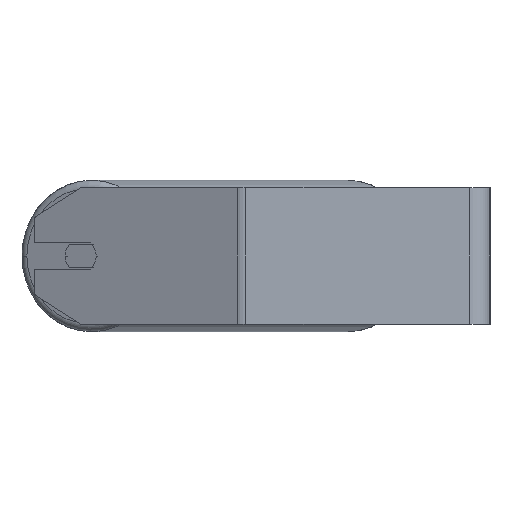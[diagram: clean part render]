
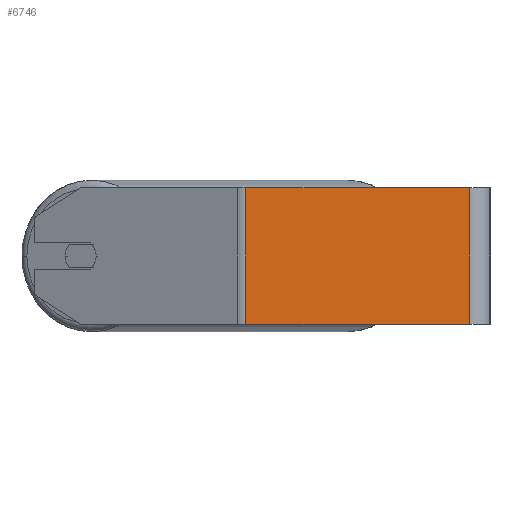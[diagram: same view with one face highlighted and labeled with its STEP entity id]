
A CAD part, left-side view. The second image highlights one B-rep face of the part: STEP entity #6746.
In plain terms, the highlighted planar face has unit normal (-1, 0, 0).
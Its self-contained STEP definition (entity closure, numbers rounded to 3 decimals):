
#241 = CARTESIAN_POINT ( 'NONE',  ( -405., 143.38, 40. ) ) ;
#248 = CARTESIAN_POINT ( 'NONE',  ( -405., 143.38, -40. ) ) ;
#338 = VECTOR ( 'NONE', #2863, 1000. ) ;
#522 = ORIENTED_EDGE ( 'NONE', *, *, #3350, .T. ) ;
#891 = VERTEX_POINT ( 'NONE', #2744 ) ;
#1115 = EDGE_CURVE ( 'NONE', #1244, #891, #2292, .T. ) ;
#1198 = CARTESIAN_POINT ( 'NONE',  ( -405., 12., 40. ) ) ;
#1225 = ORIENTED_EDGE ( 'NONE', *, *, #7134, .T. ) ;
#1244 = VERTEX_POINT ( 'NONE', #5266 ) ;
#1411 = AXIS2_PLACEMENT_3D ( 'NONE', #2261, #3549, #6207 ) ;
#1771 = VECTOR ( 'NONE', #3535, 1000. ) ;
#2261 = CARTESIAN_POINT ( 'NONE',  ( -405., 146.041, 40. ) ) ;
#2292 = LINE ( 'NONE', #1198, #6303 ) ;
#2333 = PLANE ( 'NONE',  #1411 ) ;
#2610 = ORIENTED_EDGE ( 'NONE', *, *, #1115, .F. ) ;
#2744 = CARTESIAN_POINT ( 'NONE',  ( -405., 12., -40. ) ) ;
#2854 = FACE_OUTER_BOUND ( 'NONE', #6356, .T. ) ;
#2863 = DIRECTION ( 'NONE',  ( 0., -1., 0. ) ) ;
#3008 = LINE ( 'NONE', #241, #1771 ) ;
#3237 = ORIENTED_EDGE ( 'NONE', *, *, #6399, .F. ) ;
#3350 = EDGE_CURVE ( 'NONE', #5359, #891, #5095, .T. ) ;
#3535 = DIRECTION ( 'NONE',  ( 0., 0., -1. ) ) ;
#3549 = DIRECTION ( 'NONE',  ( 1., 0., 0. ) ) ;
#4063 = CARTESIAN_POINT ( 'NONE',  ( -405., 146.041, -40. ) ) ;
#5095 = LINE ( 'NONE', #4063, #5618 ) ;
#5266 = CARTESIAN_POINT ( 'NONE',  ( -405., 12., 40. ) ) ;
#5359 = VERTEX_POINT ( 'NONE', #248 ) ;
#5618 = VECTOR ( 'NONE', #6308, 1000. ) ;
#5678 = DIRECTION ( 'NONE',  ( 0., 0., -1. ) ) ;
#6207 = DIRECTION ( 'NONE',  ( 0., 0., -1. ) ) ;
#6284 = CARTESIAN_POINT ( 'NONE',  ( -405., 146.041, 40. ) ) ;
#6303 = VECTOR ( 'NONE', #5678, 1000. ) ;
#6308 = DIRECTION ( 'NONE',  ( 0., -1., 0. ) ) ;
#6356 = EDGE_LOOP ( 'NONE', ( #522, #2610, #3237, #1225 ) ) ;
#6399 = EDGE_CURVE ( 'NONE', #6908, #1244, #6912, .T. ) ;
#6499 = CARTESIAN_POINT ( 'NONE',  ( -405., 143.38, 40. ) ) ;
#6746 = ADVANCED_FACE ( 'NONE', ( #2854 ), #2333, .F. ) ;
#6908 = VERTEX_POINT ( 'NONE', #6499 ) ;
#6912 = LINE ( 'NONE', #6284, #338 ) ;
#7134 = EDGE_CURVE ( 'NONE', #6908, #5359, #3008, .T. ) ;
